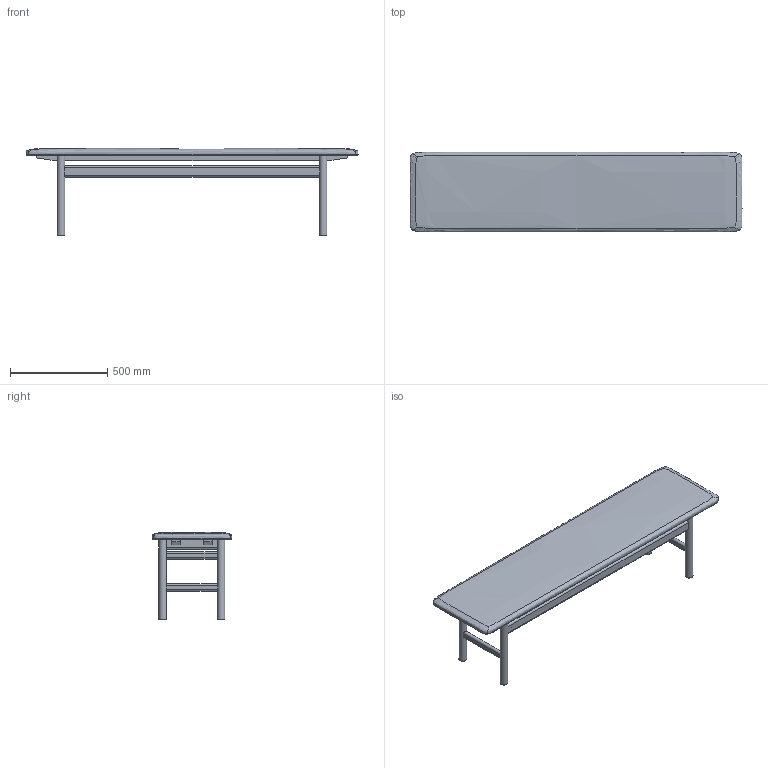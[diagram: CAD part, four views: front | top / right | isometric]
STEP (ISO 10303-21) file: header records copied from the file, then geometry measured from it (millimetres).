
FILE_DESCRIPTION(/* description */ (''),/* implementation_level */ '2;1');
FILE_NAME(/* name */ 'RENAME.stp',/* time_stamp */ '2025-09-03T14:19:27+02:00',/* author */ ('fkk'),/* organization */ (''),/* preprocessor_version */ 'ST-DEVELOPER v20',/* originating_system */ 'Autodesk Inventor 2025',/* authorisation */ '');
FILE_SCHEMA (('AUTOMOTIVE_DESIGN { 1 0 10303 214 3 1 1 }'));
Length unit declared in the file: millimetre
Products named in the file (3): BM xxxx Bench; BM xxxx Bench_1; BM xxxx Bench Seat
Assembly tree (2 placements, depth 2):
  BM xxxx Bench
    BM xxxx Bench_1
    BM xxxx Bench Seat
Bounding box: 1710 x 410.22 x 448.65 mm (x, y, z)
Volume: 33886418.6 mm3; surface area: 2705154 mm2
Topology: 13 solids, 13 shells, 150 faces, 344 edges, 238 vertices
Faces by surface type: plane 87, cylinder 49, bspline 10, torus 4
Full cylindrical faces by diameter (mm): 10 x24, 40 x4
Entity records: 8702 total; most frequent: CARTESIAN_POINT 5149, ORIENTED_EDGE 688, DIRECTION 582, EDGE_CURVE 344, VERTEX_POINT 238, AXIS2_PLACEMENT_3D 196, LINE 190, VECTOR 190
